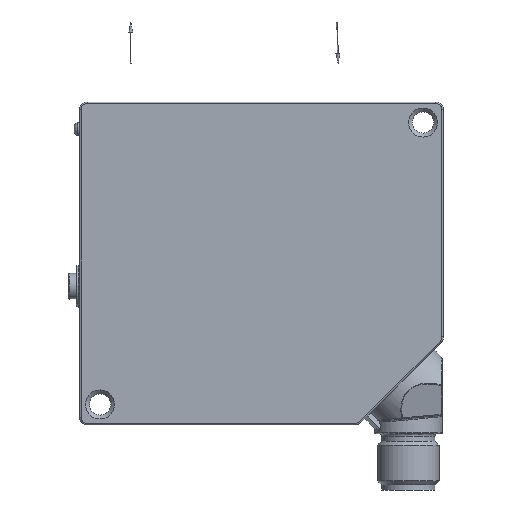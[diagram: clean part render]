
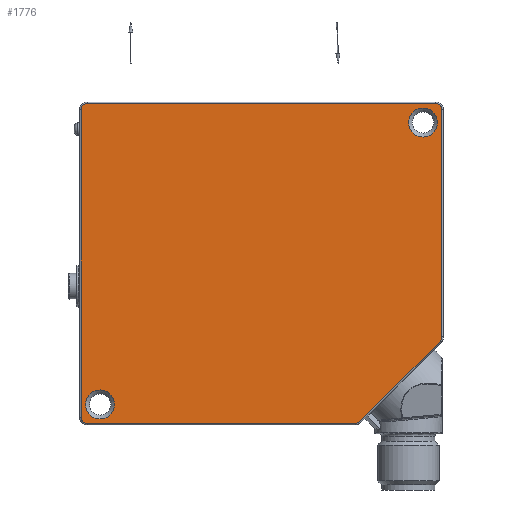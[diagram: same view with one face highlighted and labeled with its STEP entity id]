
A CAD part, left-side view. The second image highlights one B-rep face of the part: STEP entity #1776.
In plain terms, the highlighted planar face has unit normal (-1, 0, 0).
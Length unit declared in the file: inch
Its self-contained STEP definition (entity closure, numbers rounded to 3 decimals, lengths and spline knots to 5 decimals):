
#430 = LINE ( 'NONE', #1296, #8317 ) ;
#441 = ORIENTED_EDGE ( 'NONE', *, *, #607, .F. ) ;
#445 = EDGE_CURVE ( 'NONE', #9700, #9700, #2934, .T. ) ;
#472 = CARTESIAN_POINT ( 'NONE',  ( -0.59055, 0.01181, -1.81557 ) ) ;
#493 = VERTEX_POINT ( 'NONE', #5135 ) ;
#605 = CARTESIAN_POINT ( 'NONE',  ( -0.59055, 2.78346, -0.05906 ) ) ;
#607 = EDGE_CURVE ( 'NONE', #1941, #8406, #6299, .T. ) ;
#672 = EDGE_CURVE ( 'NONE', #5230, #6714, #8620, .T. ) ;
#1140 = DIRECTION ( 'NONE',  ( 1., 0., 0. ) ) ;
#1296 = CARTESIAN_POINT ( 'NONE',  ( -0.59055, 2.78346, 0. ) ) ;
#1487 = LINE ( 'NONE', #2422, #6329 ) ;
#1491 = ORIENTED_EDGE ( 'NONE', *, *, #9179, .F. ) ;
#1776 = ADVANCED_FACE ( 'NONE', ( #4045, #2922, #7122 ), #11204, .F. ) ;
#1941 = VERTEX_POINT ( 'NONE', #12558 ) ;
#2422 = CARTESIAN_POINT ( 'NONE',  ( -0.59055, 0.01181, 0. ) ) ;
#2485 = EDGE_CURVE ( 'NONE', #6714, #493, #4927, .T. ) ;
#2922 = FACE_BOUND ( 'NONE', #8962, .T. ) ;
#2934 = CIRCLE ( 'NONE', #9769, 0.11138 ) ;
#3002 = CARTESIAN_POINT ( 'NONE',  ( -0.59055, 0.15748, -0.26886 ) ) ;
#3153 = ORIENTED_EDGE ( 'NONE', *, *, #672, .F. ) ;
#4045 = FACE_BOUND ( 'NONE', #8975, .T. ) ;
#4364 = CARTESIAN_POINT ( 'NONE',  ( -0.59055, 0.67745, -2.4685 ) ) ;
#4379 = ORIENTED_EDGE ( 'NONE', *, *, #10729, .F. ) ;
#4494 = CARTESIAN_POINT ( 'NONE',  ( -0.59055, 0.65302, -2.46364 ) ) ;
#4511 = LINE ( 'NONE', #8669, #12579 ) ;
#4927 =( BOUNDED_CURVE ( )  B_SPLINE_CURVE ( 3, ( #8389, #12544, #12473, #5368 ),
 .UNSPECIFIED., .F., .T. ) 
 B_SPLINE_CURVE_WITH_KNOTS ( ( 4, 4 ),
 ( 0., 1. ),
 .UNSPECIFIED. ) 
 CURVE ( )  GEOMETRIC_REPRESENTATION_ITEM ( )  RATIONAL_B_SPLINE_CURVE ( ( 1., 0.805, 0.805, 1. ) ) 
 REPRESENTATION_ITEM ( '' )  );
#5125 = CARTESIAN_POINT ( 'NONE',  ( -0.59055, 0.02565, -1.83628 ) ) ;
#5135 = CARTESIAN_POINT ( 'NONE',  ( -0.59055, 2.78346, -2.42126 ) ) ;
#5148 = EDGE_CURVE ( 'NONE', #10773, #6004, #11433, .T. ) ;
#5230 = VERTEX_POINT ( 'NONE', #8941 ) ;
#5325 = CARTESIAN_POINT ( 'NONE',  ( -0.59055, 0.01181, -1.80287 ) ) ;
#5368 = CARTESIAN_POINT ( 'NONE',  ( -0.59055, 2.78346, -2.42126 ) ) ;
#5791 =( BOUNDED_CURVE ( )  B_SPLINE_CURVE ( 3, ( #605, #12896, #7809, #6924 ),
 .UNSPECIFIED., .F., .T. ) 
 B_SPLINE_CURVE_WITH_KNOTS ( ( 4, 4 ),
 ( 0., 1. ),
 .UNSPECIFIED. ) 
 CURVE ( )  GEOMETRIC_REPRESENTATION_ITEM ( )  RATIONAL_B_SPLINE_CURVE ( ( 1., 0.805, 0.805, 1. ) ) 
 REPRESENTATION_ITEM ( '' )  );
#5951 = VERTEX_POINT ( 'NONE', #8642 ) ;
#6004 = VERTEX_POINT ( 'NONE', #5125 ) ;
#6299 =( BOUNDED_CURVE ( )  B_SPLINE_CURVE ( 3, ( #6536, #8689, #9629, #11578 ),
 .UNSPECIFIED., .F., .T. ) 
 B_SPLINE_CURVE_WITH_KNOTS ( ( 4, 4 ),
 ( 0., 1. ),
 .UNSPECIFIED. ) 
 CURVE ( )  GEOMETRIC_REPRESENTATION_ITEM ( )  RATIONAL_B_SPLINE_CURVE ( ( 1., 0.805, 0.805, 1. ) ) 
 REPRESENTATION_ITEM ( '' )  );
#6329 = VECTOR ( 'NONE', #12727, 39.37008 ) ;
#6444 = CARTESIAN_POINT ( 'NONE',  ( -0.59055, 0.66475, -2.4685 ) ) ;
#6536 = CARTESIAN_POINT ( 'NONE',  ( -0.59055, 0.05906, -0.01181 ) ) ;
#6670 = DIRECTION ( 'NONE',  ( 0., 1., 0. ) ) ;
#6714 = VERTEX_POINT ( 'NONE', #9859 ) ;
#6839 = EDGE_CURVE ( 'NONE', #9889, #9889, #11648, .T. ) ;
#6914 = CARTESIAN_POINT ( 'NONE',  ( -0.59055, 0.01181, -1.80287 ) ) ;
#6924 = CARTESIAN_POINT ( 'NONE',  ( -0.59055, 2.73622, -0.01181 ) ) ;
#7122 = FACE_OUTER_BOUND ( 'NONE', #11419, .T. ) ;
#7316 = EDGE_CURVE ( 'NONE', #6004, #5951, #12788, .T. ) ;
#7431 = CARTESIAN_POINT ( 'NONE',  ( -0.59055, 0.02565, -1.83628 ) ) ;
#7622 = CARTESIAN_POINT ( 'NONE',  ( -0.59055, 0., -2.4685 ) ) ;
#7654 = ORIENTED_EDGE ( 'NONE', *, *, #445, .T. ) ;
#7687 = ORIENTED_EDGE ( 'NONE', *, *, #8719, .F. ) ;
#7809 = CARTESIAN_POINT ( 'NONE',  ( -0.59055, 2.7639, -0.01181 ) ) ;
#7887 = CARTESIAN_POINT ( 'NONE',  ( -0.59055, 0.01181, -0.05906 ) ) ;
#7940 = DIRECTION ( 'NONE',  ( 1., 0., 0. ) ) ;
#8292 = AXIS2_PLACEMENT_3D ( 'NONE', #11143, #7940, #13023 ) ;
#8317 = VECTOR ( 'NONE', #10569, 39.37008 ) ;
#8351 = CARTESIAN_POINT ( 'NONE',  ( -0.59055, 0.02565, -1.83628 ) ) ;
#8362 = DIRECTION ( 'NONE',  ( 0., 0., -1. ) ) ;
#8389 = CARTESIAN_POINT ( 'NONE',  ( -0.59055, 2.73622, -2.4685 ) ) ;
#8406 = VERTEX_POINT ( 'NONE', #7887 ) ;
#8620 = LINE ( 'NONE', #7622, #9981 ) ;
#8642 = CARTESIAN_POINT ( 'NONE',  ( -0.59055, 0.64404, -2.45467 ) ) ;
#8669 = CARTESIAN_POINT ( 'NONE',  ( -0.59055, 0., -0.01181 ) ) ;
#8689 = CARTESIAN_POINT ( 'NONE',  ( -0.59055, 0.03138, -0.01181 ) ) ;
#8719 = EDGE_CURVE ( 'NONE', #11182, #13015, #5791, .T. ) ;
#8941 = CARTESIAN_POINT ( 'NONE',  ( -0.59055, 0.67745, -2.4685 ) ) ;
#8962 = EDGE_LOOP ( 'NONE', ( #7654 ) ) ;
#8975 = EDGE_LOOP ( 'NONE', ( #12765 ) ) ;
#9179 = EDGE_CURVE ( 'NONE', #8406, #10773, #1487, .T. ) ;
#9359 = CARTESIAN_POINT ( 'NONE',  ( -0.59055, 2.6378, -2.32283 ) ) ;
#9460 = CARTESIAN_POINT ( 'NONE',  ( -0.59055, 0.64404, -2.45467 ) ) ;
#9486 = ORIENTED_EDGE ( 'NONE', *, *, #10261, .F. ) ;
#9503 = AXIS2_PLACEMENT_3D ( 'NONE', #12202, #12337, #11328 ) ;
#9539 = ORIENTED_EDGE ( 'NONE', *, *, #7316, .F. ) ;
#9629 = CARTESIAN_POINT ( 'NONE',  ( -0.59055, 0.01181, -0.03138 ) ) ;
#9700 = VERTEX_POINT ( 'NONE', #10701 ) ;
#9769 = AXIS2_PLACEMENT_3D ( 'NONE', #9359, #1140, #8362 ) ;
#9836 = EDGE_CURVE ( 'NONE', #5951, #5230, #11895, .T. ) ;
#9859 = CARTESIAN_POINT ( 'NONE',  ( -0.59055, 2.73622, -2.4685 ) ) ;
#9889 = VERTEX_POINT ( 'NONE', #3002 ) ;
#9981 = VECTOR ( 'NONE', #6670, 39.37008 ) ;
#10261 = EDGE_CURVE ( 'NONE', #493, #11182, #430, .T. ) ;
#10432 = DIRECTION ( 'NONE',  ( 0., 0.707, -0.707 ) ) ;
#10535 = ORIENTED_EDGE ( 'NONE', *, *, #5148, .F. ) ;
#10541 = CARTESIAN_POINT ( 'NONE',  ( -0.59055, 0.01667, -1.8273 ) ) ;
#10569 = DIRECTION ( 'NONE',  ( 0., 0., 1. ) ) ;
#10701 = CARTESIAN_POINT ( 'NONE',  ( -0.59055, 2.6378, -2.43421 ) ) ;
#10729 = EDGE_CURVE ( 'NONE', #13015, #1941, #4511, .T. ) ;
#10740 = ORIENTED_EDGE ( 'NONE', *, *, #9836, .F. ) ;
#10773 = VERTEX_POINT ( 'NONE', #6914 ) ;
#11143 = CARTESIAN_POINT ( 'NONE',  ( -0.59055, 0., 0. ) ) ;
#11182 = VERTEX_POINT ( 'NONE', #12982 ) ;
#11204 = PLANE ( 'NONE',  #8292 ) ;
#11328 = DIRECTION ( 'NONE',  ( 0., 0., -1. ) ) ;
#11419 = EDGE_LOOP ( 'NONE', ( #9486, #11436, #3153, #10740, #9539, #10535, #1491, #441, #4379, #7687 ) ) ;
#11433 =( BOUNDED_CURVE ( )  B_SPLINE_CURVE ( 3, ( #5325, #472, #10541, #8351 ),
 .UNSPECIFIED., .F., .T. ) 
 B_SPLINE_CURVE_WITH_KNOTS ( ( 4, 4 ),
 ( 0., 1. ),
 .UNSPECIFIED. ) 
 CURVE ( )  GEOMETRIC_REPRESENTATION_ITEM ( )  RATIONAL_B_SPLINE_CURVE ( ( 1., 0.949, 0.949, 1. ) ) 
 REPRESENTATION_ITEM ( '' )  );
#11436 = ORIENTED_EDGE ( 'NONE', *, *, #2485, .F. ) ;
#11578 = CARTESIAN_POINT ( 'NONE',  ( -0.59055, 0.01181, -0.05906 ) ) ;
#11648 = CIRCLE ( 'NONE', #9503, 0.11138 ) ;
#11866 = CARTESIAN_POINT ( 'NONE',  ( -0.59055, 2.73622, -0.01181 ) ) ;
#11895 =( BOUNDED_CURVE ( )  B_SPLINE_CURVE ( 3, ( #9460, #4494, #6444, #4364 ),
 .UNSPECIFIED., .F., .T. ) 
 B_SPLINE_CURVE_WITH_KNOTS ( ( 4, 4 ),
 ( 0., 1. ),
 .UNSPECIFIED. ) 
 CURVE ( )  GEOMETRIC_REPRESENTATION_ITEM ( )  RATIONAL_B_SPLINE_CURVE ( ( 1., 0.949, 0.949, 1. ) ) 
 REPRESENTATION_ITEM ( '' )  );
#12202 = CARTESIAN_POINT ( 'NONE',  ( -0.59055, 0.15748, -0.15748 ) ) ;
#12337 = DIRECTION ( 'NONE',  ( 1., 0., 0. ) ) ;
#12473 = CARTESIAN_POINT ( 'NONE',  ( -0.59055, 2.78346, -2.44893 ) ) ;
#12544 = CARTESIAN_POINT ( 'NONE',  ( -0.59055, 2.7639, -2.4685 ) ) ;
#12558 = CARTESIAN_POINT ( 'NONE',  ( -0.59055, 0.05906, -0.01181 ) ) ;
#12579 = VECTOR ( 'NONE', #12767, 39.37008 ) ;
#12727 = DIRECTION ( 'NONE',  ( 0., 0., -1. ) ) ;
#12765 = ORIENTED_EDGE ( 'NONE', *, *, #6839, .T. ) ;
#12767 = DIRECTION ( 'NONE',  ( 0., -1., 0. ) ) ;
#12788 = LINE ( 'NONE', #7431, #12935 ) ;
#12896 = CARTESIAN_POINT ( 'NONE',  ( -0.59055, 2.78346, -0.03138 ) ) ;
#12935 = VECTOR ( 'NONE', #10432, 39.37008 ) ;
#12982 = CARTESIAN_POINT ( 'NONE',  ( -0.59055, 2.78346, -0.05906 ) ) ;
#13015 = VERTEX_POINT ( 'NONE', #11866 ) ;
#13023 = DIRECTION ( 'NONE',  ( 0., 0., -1. ) ) ;
